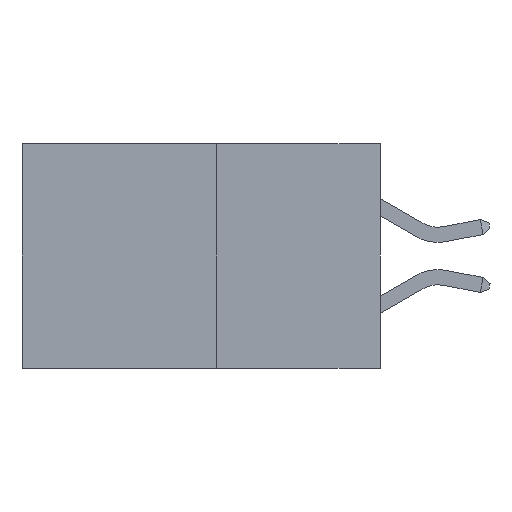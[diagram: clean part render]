
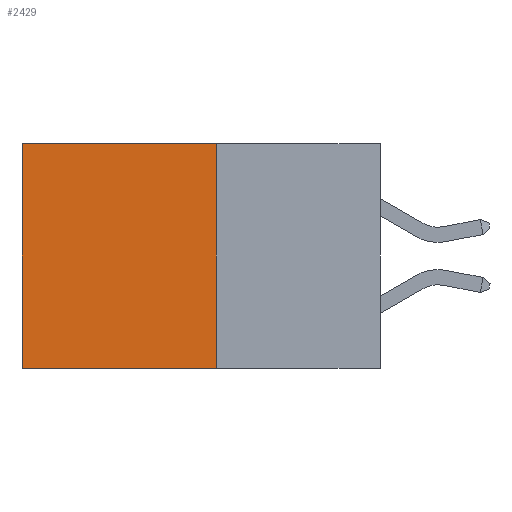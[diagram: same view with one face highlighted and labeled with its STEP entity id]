
A CAD part, left-side view. The second image highlights one B-rep face of the part: STEP entity #2429.
In plain terms, the highlighted planar face has unit normal (-1, 0, 0).
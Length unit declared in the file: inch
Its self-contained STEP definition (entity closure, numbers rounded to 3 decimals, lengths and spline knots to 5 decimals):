
#160 = ORIENTED_EDGE ( 'NONE', *, *, #7836, .F. ) ;
#248 = ORIENTED_EDGE ( 'NONE', *, *, #5782, .T. ) ;
#268 = EDGE_LOOP ( 'NONE', ( #5151, #4221, #160, #248 ) ) ;
#376 = VECTOR ( 'NONE', #2624, 39.37008 ) ;
#708 = VECTOR ( 'NONE', #1388, 39.37008 ) ;
#1388 = DIRECTION ( 'NONE',  ( 0., 1., 0. ) ) ;
#1862 = CARTESIAN_POINT ( 'NONE',  ( 0.277, 0.27, -0.37 ) ) ;
#1967 = DIRECTION ( 'NONE',  ( 0., 0., -1. ) ) ;
#2341 = LINE ( 'NONE', #5000, #708 ) ;
#2429 = ADVANCED_FACE ( 'NONE', ( #4094 ), #7322, .F. ) ;
#2584 = DIRECTION ( 'NONE',  ( 1., 0., 0. ) ) ;
#2624 = DIRECTION ( 'NONE',  ( 0., 1., 0. ) ) ;
#2741 = VERTEX_POINT ( 'NONE', #7838 ) ;
#2990 = CARTESIAN_POINT ( 'NONE',  ( 0.277, 0.27, -0.37 ) ) ;
#3679 = VECTOR ( 'NONE', #1967, 39.37008 ) ;
#3990 = CARTESIAN_POINT ( 'NONE',  ( 0.277, 0.27, 0. ) ) ;
#4094 = FACE_OUTER_BOUND ( 'NONE', #268, .T. ) ;
#4221 = ORIENTED_EDGE ( 'NONE', *, *, #7124, .F. ) ;
#5000 = CARTESIAN_POINT ( 'NONE',  ( 0.277, 0.27, 0. ) ) ;
#5151 = ORIENTED_EDGE ( 'NONE', *, *, #8417, .T. ) ;
#5571 = LINE ( 'NONE', #7695, #3679 ) ;
#5578 = VECTOR ( 'NONE', #8654, 39.37008 ) ;
#5637 = AXIS2_PLACEMENT_3D ( 'NONE', #9267, #2584, #6328 ) ;
#5782 = EDGE_CURVE ( 'NONE', #7040, #5949, #2341, .T. ) ;
#5949 = VERTEX_POINT ( 'NONE', #7309 ) ;
#6328 = DIRECTION ( 'NONE',  ( 0., 0., -1. ) ) ;
#6693 = CARTESIAN_POINT ( 'NONE',  ( 0.277, 0.27, -0.37 ) ) ;
#7029 = VERTEX_POINT ( 'NONE', #6693 ) ;
#7040 = VERTEX_POINT ( 'NONE', #3990 ) ;
#7124 = EDGE_CURVE ( 'NONE', #7029, #2741, #7795, .T. ) ;
#7309 = CARTESIAN_POINT ( 'NONE',  ( 0.277, 0.59, 0. ) ) ;
#7322 = PLANE ( 'NONE',  #5637 ) ;
#7476 = LINE ( 'NONE', #2990, #5578 ) ;
#7695 = CARTESIAN_POINT ( 'NONE',  ( 0.277, 0.59, -0.37 ) ) ;
#7795 = LINE ( 'NONE', #1862, #376 ) ;
#7836 = EDGE_CURVE ( 'NONE', #7040, #7029, #7476, .T. ) ;
#7838 = CARTESIAN_POINT ( 'NONE',  ( 0.277, 0.59, -0.37 ) ) ;
#8417 = EDGE_CURVE ( 'NONE', #5949, #2741, #5571, .T. ) ;
#8654 = DIRECTION ( 'NONE',  ( 0., 0., -1. ) ) ;
#9267 = CARTESIAN_POINT ( 'NONE',  ( 0.277, 0.27, -0.37 ) ) ;
